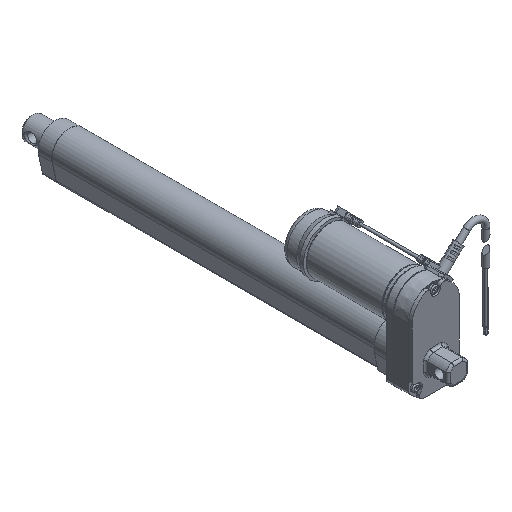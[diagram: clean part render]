
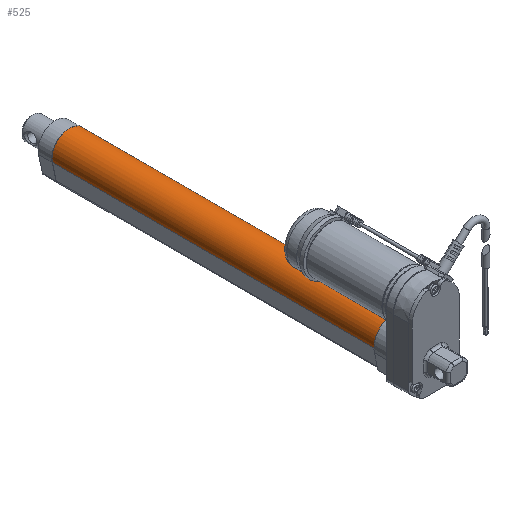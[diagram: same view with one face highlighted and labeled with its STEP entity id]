
A CAD part, isometric view. The second image highlights one B-rep face of the part: STEP entity #525.
In plain terms, the highlighted cylindrical face has radius 15.25 mm (diameter 30.5 mm), a partial arc.
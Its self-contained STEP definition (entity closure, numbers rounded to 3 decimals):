
#525 = ADVANCED_FACE( '', ( #1430, #1431 ), #1432, .T. );
#1430 = FACE_BOUND( '', #2842, .T. );
#1431 = FACE_OUTER_BOUND( '', #2843, .T. );
#1432 = CYLINDRICAL_SURFACE( '', #2844, 15.25 );
#2842 = EDGE_LOOP( '', ( #4266, #4267, #4268, #4269 ) );
#2843 = EDGE_LOOP( '', ( #4270, #4271, #4272, #4273, #4274, #4275, #4276, #4277 ) );
#2844 = AXIS2_PLACEMENT_3D( '', #4278, #4279, #4280 );
#4266 = ORIENTED_EDGE( '', *, *, #7956, .T. );
#4267 = ORIENTED_EDGE( '', *, *, #7957, .T. );
#4268 = ORIENTED_EDGE( '', *, *, #7958, .T. );
#4269 = ORIENTED_EDGE( '', *, *, #7959, .T. );
#4270 = ORIENTED_EDGE( '', *, *, #7960, .T. );
#4271 = ORIENTED_EDGE( '', *, *, #7961, .F. );
#4272 = ORIENTED_EDGE( '', *, *, #7962, .T. );
#4273 = ORIENTED_EDGE( '', *, *, #7963, .F. );
#4274 = ORIENTED_EDGE( '', *, *, #7964, .F. );
#4275 = ORIENTED_EDGE( '', *, *, #7965, .T. );
#4276 = ORIENTED_EDGE( '', *, *, #7966, .T. );
#4277 = ORIENTED_EDGE( '', *, *, #7967, .T. );
#4278 = CARTESIAN_POINT( '', ( 0., 346., 0. ) );
#4279 = DIRECTION( '', ( 0., 1., 0. ) );
#4280 = DIRECTION( '', ( 0., 0., -1. ) );
#7956 = EDGE_CURVE( '', #9402, #9403, #9404, .T. );
#7957 = EDGE_CURVE( '', #9403, #9405, #9406, .T. );
#7958 = EDGE_CURVE( '', #9405, #9407, #9408, .F. );
#7959 = EDGE_CURVE( '', #9407, #9402, #9409, .T. );
#7960 = EDGE_CURVE( '', #9410, #9411, #9412, .T. );
#7961 = EDGE_CURVE( '', #9413, #9411, #9414, .T. );
#7962 = EDGE_CURVE( '', #9413, #9415, #9416, .T. );
#7963 = EDGE_CURVE( '', #9417, #9415, #9418, .T. );
#7964 = EDGE_CURVE( '', #9419, #9417, #9420, .T. );
#7965 = EDGE_CURVE( '', #9419, #9421, #9422, .T. );
#7966 = EDGE_CURVE( '', #9421, #9423, #9424, .T. );
#7967 = EDGE_CURVE( '', #9423, #9410, #9425, .T. );
#9402 = VERTEX_POINT( '', #11523 );
#9403 = VERTEX_POINT( '', #11524 );
#9404 = LINE( '', #11525, #11526 );
#9405 = VERTEX_POINT( '', #11527 );
#9406 = CIRCLE( '', #11528, 15.25 );
#9407 = VERTEX_POINT( '', #11529 );
#9408 = LINE( '', #11530, #11531 );
#9409 = B_SPLINE_CURVE_WITH_KNOTS( '', 3, ( #11532, #11533, #11534, #11535, #11536, #11537, #11538, #11539, #11540, #11541, #11542, #11543, #11544, #11545 ), .UNSPECIFIED., .F., .F., ( 4, 2, 2, 2, 2, 2, 4 ), ( 0., 0.001, 0.002, 0.002, 0.003, 0.003, 0.004 ), .UNSPECIFIED. );
#9410 = VERTEX_POINT( '', #11546 );
#9411 = VERTEX_POINT( '', #11547 );
#9412 = CIRCLE( '', #11548, 15.25 );
#9413 = VERTEX_POINT( '', #11549 );
#9414 = LINE( '', #11550, #11551 );
#9415 = VERTEX_POINT( '', #11552 );
#9416 = CIRCLE( '', #11553, 15.25 );
#9417 = VERTEX_POINT( '', #11554 );
#9418 = LINE( '', #11555, #11556 );
#9419 = VERTEX_POINT( '', #11557 );
#9420 = CIRCLE( '', #11558, 15.25 );
#9421 = VERTEX_POINT( '', #11559 );
#9422 = LINE( '', #11560, #11561 );
#9423 = VERTEX_POINT( '', #11562 );
#9424 = CIRCLE( '', #11563, 15.25 );
#9425 = LINE( '', #11564, #11565 );
#11523 = CARTESIAN_POINT( '', ( 2.118, 109.5, 15.102 ) );
#11524 = CARTESIAN_POINT( '', ( 2.118, 106.2, 15.102 ) );
#11525 = CARTESIAN_POINT( '', ( 2.118, 107.85, 15.102 ) );
#11526 = VECTOR( '', #14979, 1000. );
#11527 = CARTESIAN_POINT( '', ( -2.118, 106.2, 15.102 ) );
#11528 = AXIS2_PLACEMENT_3D( '', #14980, #14981, #14982 );
#11529 = CARTESIAN_POINT( '', ( -2.118, 109.5, 15.102 ) );
#11530 = CARTESIAN_POINT( '', ( -2.118, 107.85, 15.102 ) );
#11531 = VECTOR( '', #14983, 1000. );
#11532 = CARTESIAN_POINT( '', ( -2.118, 109.5, 15.102 ) );
#11533 = CARTESIAN_POINT( '', ( -1.799, 109.696, 15.147 ) );
#11534 = CARTESIAN_POINT( '', ( -1.464, 109.859, 15.184 ) );
#11535 = CARTESIAN_POINT( '', ( -0.929, 110.031, 15.223 ) );
#11536 = CARTESIAN_POINT( '', ( -0.744, 110.076, 15.233 ) );
#11537 = CARTESIAN_POINT( '', ( -0.376, 110.136, 15.246 ) );
#11538 = CARTESIAN_POINT( '', ( -0.191, 110.151, 15.25 ) );
#11539 = CARTESIAN_POINT( '', ( 0.181, 110.152, 15.25 ) );
#11540 = CARTESIAN_POINT( '', ( 0.37, 110.137, 15.247 ) );
#11541 = CARTESIAN_POINT( '', ( 0.742, 110.077, 15.233 ) );
#11542 = CARTESIAN_POINT( '', ( 0.923, 110.032, 15.223 ) );
#11543 = CARTESIAN_POINT( '', ( 1.457, 109.861, 15.184 ) );
#11544 = CARTESIAN_POINT( '', ( 1.798, 109.697, 15.147 ) );
#11545 = CARTESIAN_POINT( '', ( 2.118, 109.5, 15.102 ) );
#11546 = CARTESIAN_POINT( '', ( -5.3, 34.5, 14.299 ) );
#11547 = CARTESIAN_POINT( '', ( 5.3, 34.5, 14.299 ) );
#11548 = AXIS2_PLACEMENT_3D( '', #14984, #14985, #14986 );
#11549 = CARTESIAN_POINT( '', ( 5.3, 48.25, 14.299 ) );
#11550 = CARTESIAN_POINT( '', ( 5.3, 48.25, 14.299 ) );
#11551 = VECTOR( '', #14987, 1000. );
#11552 = CARTESIAN_POINT( '', ( 14.917, 48.25, -3.169 ) );
#11553 = AXIS2_PLACEMENT_3D( '', #14988, #14989, #14990 );
#11554 = CARTESIAN_POINT( '', ( 14.917, 333.9, -3.169 ) );
#11555 = CARTESIAN_POINT( '', ( 14.917, 346., -3.169 ) );
#11556 = VECTOR( '', #14991, 1000. );
#11557 = CARTESIAN_POINT( '', ( -14.917, 333.9, -3.169 ) );
#11558 = AXIS2_PLACEMENT_3D( '', #14992, #14993, #14994 );
#11559 = CARTESIAN_POINT( '', ( -14.917, 48.25, -3.169 ) );
#11560 = CARTESIAN_POINT( '', ( -14.917, 346., -3.169 ) );
#11561 = VECTOR( '', #14995, 1000. );
#11562 = CARTESIAN_POINT( '', ( -5.3, 48.25, 14.299 ) );
#11563 = AXIS2_PLACEMENT_3D( '', #14996, #14997, #14998 );
#11564 = CARTESIAN_POINT( '', ( -5.3, 48.25, 14.299 ) );
#11565 = VECTOR( '', #14999, 1000. );
#14979 = DIRECTION( '', ( 0., -1., 0. ) );
#14980 = CARTESIAN_POINT( '', ( 0., 106.2, 0. ) );
#14981 = DIRECTION( '', ( 0., -1., 0. ) );
#14982 = DIRECTION( '', ( 0., 0., -1. ) );
#14983 = DIRECTION( '', ( 0., -1., 0. ) );
#14984 = CARTESIAN_POINT( '', ( 0., 34.5, 0. ) );
#14985 = DIRECTION( '', ( 0., 1., 0. ) );
#14986 = DIRECTION( '', ( 0., 0., -1. ) );
#14987 = DIRECTION( '', ( 0., -1., 0. ) );
#14988 = CARTESIAN_POINT( '', ( 0., 48.25, 0. ) );
#14989 = DIRECTION( '', ( 0., 1., 0. ) );
#14990 = DIRECTION( '', ( -1., 0., 0. ) );
#14991 = DIRECTION( '', ( 0., -1., 0. ) );
#14992 = CARTESIAN_POINT( '', ( 0., 333.9, 0. ) );
#14993 = DIRECTION( '', ( 0., 1., 0. ) );
#14994 = DIRECTION( '', ( 0., 0., -1. ) );
#14995 = DIRECTION( '', ( 0., -1., 0. ) );
#14996 = CARTESIAN_POINT( '', ( 0., 48.25, 0. ) );
#14997 = DIRECTION( '', ( 0., 1., 0. ) );
#14998 = DIRECTION( '', ( 1., 0., 0. ) );
#14999 = DIRECTION( '', ( 0., -1., 0. ) );
